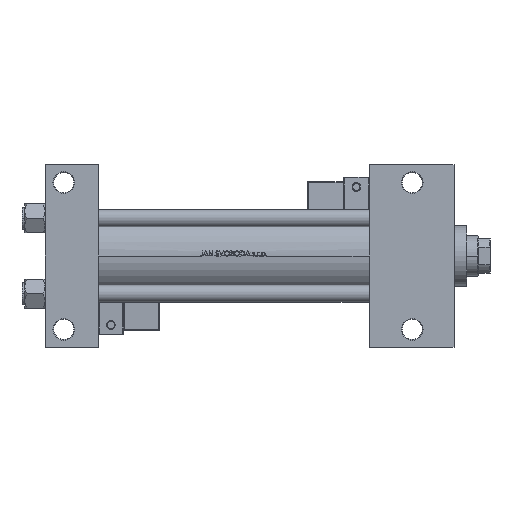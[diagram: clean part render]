
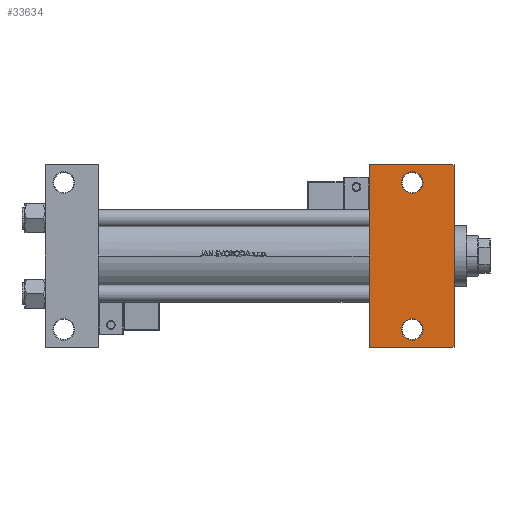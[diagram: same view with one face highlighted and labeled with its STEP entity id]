
A CAD part, front view. The second image highlights one B-rep face of the part: STEP entity #33634.
In plain terms, the highlighted face is planar.
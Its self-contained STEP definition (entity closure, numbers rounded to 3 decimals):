
#632 = AXIS2_PLACEMENT_3D ( 'NONE', #10080, #9826, #33307 ) ;
#681 = CARTESIAN_POINT ( 'NONE',  ( 225., 63.5, -37.5 ) ) ;
#1561 = CIRCLE ( 'NONE', #632, 7.5 ) ;
#2245 = VERTEX_POINT ( 'NONE', #21921 ) ;
#2687 = EDGE_CURVE ( 'NONE', #47979, #47969, #31486, .T. ) ;
#3762 = CARTESIAN_POINT ( 'NONE',  ( 255., -51., -37.5 ) ) ;
#4133 = DIRECTION ( 'NONE',  ( -1., 0., 0. ) ) ;
#4421 = CARTESIAN_POINT ( 'NONE',  ( 284., 37.5, -37.5 ) ) ;
#5540 = ORIENTED_EDGE ( 'NONE', *, *, #30416, .T. ) ;
#6158 = CARTESIAN_POINT ( 'NONE',  ( 225., 37.5, -37.5 ) ) ;
#7321 = CIRCLE ( 'NONE', #13230, 7.5 ) ;
#7547 = EDGE_CURVE ( 'NONE', #49593, #2245, #30642, .T. ) ;
#8185 = VECTOR ( 'NONE', #29709, 1000. ) ;
#8320 = CARTESIAN_POINT ( 'NONE',  ( 225., 63.5, -37.5 ) ) ;
#8322 = DIRECTION ( 'NONE',  ( 0., 0., 1. ) ) ;
#8822 = PLANE ( 'NONE',  #14511 ) ;
#8998 = AXIS2_PLACEMENT_3D ( 'NONE', #42013, #50896, #15136 ) ;
#9504 = AXIS2_PLACEMENT_3D ( 'NONE', #27898, #8322, #4133 ) ;
#9511 = ORIENTED_EDGE ( 'NONE', *, *, #7547, .T. ) ;
#9826 = DIRECTION ( 'NONE',  ( 0., 0., 1. ) ) ;
#10080 = CARTESIAN_POINT ( 'NONE',  ( 255., -51., -37.5 ) ) ;
#10827 = DIRECTION ( 'NONE',  ( -1., 0., 0. ) ) ;
#11071 = VERTEX_POINT ( 'NONE', #34699 ) ;
#11331 = ORIENTED_EDGE ( 'NONE', *, *, #16710, .F. ) ;
#12394 = EDGE_LOOP ( 'NONE', ( #5540, #26767 ) ) ;
#13165 = VERTEX_POINT ( 'NONE', #24960 ) ;
#13230 = AXIS2_PLACEMENT_3D ( 'NONE', #3762, #35846, #47868 ) ;
#14070 = VECTOR ( 'NONE', #16599, 1000. ) ;
#14116 = VERTEX_POINT ( 'NONE', #29387 ) ;
#14431 = ORIENTED_EDGE ( 'NONE', *, *, #47167, .T. ) ;
#14511 = AXIS2_PLACEMENT_3D ( 'NONE', #36467, #24739, #36734 ) ;
#15136 = DIRECTION ( 'NONE',  ( -1., 0., 0. ) ) ;
#16578 = EDGE_LOOP ( 'NONE', ( #14431, #50202 ) ) ;
#16599 = DIRECTION ( 'NONE',  ( 1., 0., 0. ) ) ;
#16710 = EDGE_CURVE ( 'NONE', #47979, #2245, #17666, .T. ) ;
#16713 = EDGE_CURVE ( 'NONE', #13165, #11071, #1561, .T. ) ;
#16737 = VECTOR ( 'NONE', #10827, 1000. ) ;
#17402 = DIRECTION ( 'NONE',  ( 0., -1., 0. ) ) ;
#17666 = LINE ( 'NONE', #6158, #25617 ) ;
#20300 = FACE_BOUND ( 'NONE', #16578, .T. ) ;
#20446 = ORIENTED_EDGE ( 'NONE', *, *, #2687, .T. ) ;
#20556 = FACE_OUTER_BOUND ( 'NONE', #46302, .T. ) ;
#20689 = CARTESIAN_POINT ( 'NONE',  ( 247.5, 51., -37.5 ) ) ;
#20966 = ORIENTED_EDGE ( 'NONE', *, *, #45538, .T. ) ;
#21921 = CARTESIAN_POINT ( 'NONE',  ( 225., -63.5, -37.5 ) ) ;
#24739 = DIRECTION ( 'NONE',  ( 0., 0., -1. ) ) ;
#24960 = CARTESIAN_POINT ( 'NONE',  ( 262.5, -51., -37.5 ) ) ;
#25617 = VECTOR ( 'NONE', #17402, 1000. ) ;
#26767 = ORIENTED_EDGE ( 'NONE', *, *, #43643, .T. ) ;
#27898 = CARTESIAN_POINT ( 'NONE',  ( 255., 51., -37.5 ) ) ;
#28675 = CARTESIAN_POINT ( 'NONE',  ( 284., 63.5, -37.5 ) ) ;
#29387 = CARTESIAN_POINT ( 'NONE',  ( 262.5, 51., -37.5 ) ) ;
#29709 = DIRECTION ( 'NONE',  ( 0., -1., 0. ) ) ;
#30416 = EDGE_CURVE ( 'NONE', #37615, #14116, #47849, .T. ) ;
#30642 = LINE ( 'NONE', #51031, #16737 ) ;
#31486 = LINE ( 'NONE', #681, #14070 ) ;
#33307 = DIRECTION ( 'NONE',  ( -1., 0., 0. ) ) ;
#33634 = ADVANCED_FACE ( 'NONE', ( #40393, #20300, #20556 ), #8822, .T. ) ;
#34699 = CARTESIAN_POINT ( 'NONE',  ( 247.5, -51., -37.5 ) ) ;
#35846 = DIRECTION ( 'NONE',  ( 0., 0., 1. ) ) ;
#36467 = CARTESIAN_POINT ( 'NONE',  ( 284., 37.5, -37.5 ) ) ;
#36734 = DIRECTION ( 'NONE',  ( -1., 0., 0. ) ) ;
#36990 = CARTESIAN_POINT ( 'NONE',  ( 284., -63.5, -37.5 ) ) ;
#37615 = VERTEX_POINT ( 'NONE', #20689 ) ;
#40179 = LINE ( 'NONE', #4421, #8185 ) ;
#40393 = FACE_BOUND ( 'NONE', #12394, .T. ) ;
#42013 = CARTESIAN_POINT ( 'NONE',  ( 255., 51., -37.5 ) ) ;
#43643 = EDGE_CURVE ( 'NONE', #14116, #37615, #51477, .T. ) ;
#45538 = EDGE_CURVE ( 'NONE', #47969, #49593, #40179, .T. ) ;
#46302 = EDGE_LOOP ( 'NONE', ( #11331, #20446, #20966, #9511 ) ) ;
#47167 = EDGE_CURVE ( 'NONE', #11071, #13165, #7321, .T. ) ;
#47849 = CIRCLE ( 'NONE', #9504, 7.5 ) ;
#47868 = DIRECTION ( 'NONE',  ( -1., 0., 0. ) ) ;
#47969 = VERTEX_POINT ( 'NONE', #28675 ) ;
#47979 = VERTEX_POINT ( 'NONE', #8320 ) ;
#49593 = VERTEX_POINT ( 'NONE', #36990 ) ;
#50202 = ORIENTED_EDGE ( 'NONE', *, *, #16713, .T. ) ;
#50896 = DIRECTION ( 'NONE',  ( 0., 0., 1. ) ) ;
#51031 = CARTESIAN_POINT ( 'NONE',  ( 225., -63.5, -37.5 ) ) ;
#51477 = CIRCLE ( 'NONE', #8998, 7.5 ) ;
